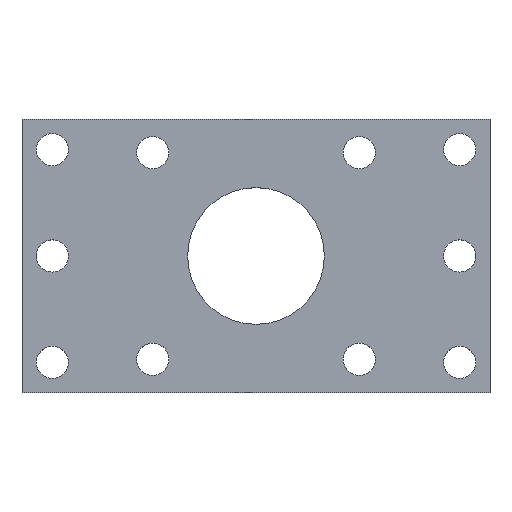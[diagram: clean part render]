
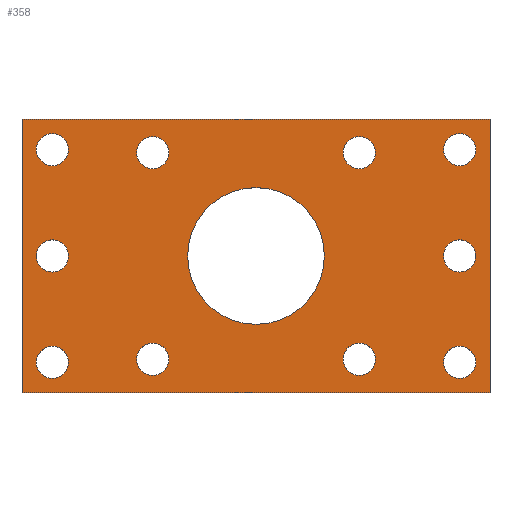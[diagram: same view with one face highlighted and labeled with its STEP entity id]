
A CAD part, top view. The second image highlights one B-rep face of the part: STEP entity #358.
In plain terms, the highlighted planar face has unit normal (0, 0, 1).
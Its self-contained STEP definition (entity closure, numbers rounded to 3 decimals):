
#15=FACE_BOUND('',#76,.T.);
#16=FACE_BOUND('',#77,.T.);
#17=FACE_BOUND('',#78,.T.);
#18=FACE_BOUND('',#79,.T.);
#19=FACE_BOUND('',#80,.T.);
#20=FACE_BOUND('',#81,.T.);
#21=FACE_BOUND('',#82,.T.);
#22=FACE_BOUND('',#83,.T.);
#23=FACE_BOUND('',#84,.T.);
#24=FACE_BOUND('',#85,.T.);
#25=FACE_BOUND('',#86,.T.);
#41=PLANE('',#399);
#58=FACE_OUTER_BOUND('',#75,.T.);
#75=EDGE_LOOP('',(#302,#303,#304,#305));
#76=EDGE_LOOP('',(#306));
#77=EDGE_LOOP('',(#307));
#78=EDGE_LOOP('',(#308));
#79=EDGE_LOOP('',(#309));
#80=EDGE_LOOP('',(#310));
#81=EDGE_LOOP('',(#311));
#82=EDGE_LOOP('',(#312));
#83=EDGE_LOOP('',(#313));
#84=EDGE_LOOP('',(#314));
#85=EDGE_LOOP('',(#315));
#86=EDGE_LOOP('',(#316));
#112=LINE('',#578,#135);
#115=LINE('',#584,#138);
#118=LINE('',#590,#141);
#121=LINE('',#594,#144);
#135=VECTOR('',#484,10.);
#138=VECTOR('',#489,10.);
#141=VECTOR('',#494,10.);
#144=VECTOR('',#499,10.);
#145=CIRCLE('',#363,11.25);
#147=CIRCLE('',#366,2.65);
#149=CIRCLE('',#369,2.65);
#151=CIRCLE('',#372,2.65);
#153=CIRCLE('',#375,2.65);
#155=CIRCLE('',#378,2.65);
#157=CIRCLE('',#381,2.65);
#159=CIRCLE('',#384,2.65);
#161=CIRCLE('',#387,2.65);
#163=CIRCLE('',#390,2.65);
#165=CIRCLE('',#393,2.65);
#167=VERTEX_POINT('',#506);
#169=VERTEX_POINT('',#512);
#171=VERTEX_POINT('',#518);
#173=VERTEX_POINT('',#524);
#175=VERTEX_POINT('',#530);
#177=VERTEX_POINT('',#536);
#179=VERTEX_POINT('',#542);
#181=VERTEX_POINT('',#548);
#183=VERTEX_POINT('',#554);
#185=VERTEX_POINT('',#560);
#187=VERTEX_POINT('',#566);
#191=VERTEX_POINT('',#575);
#192=VERTEX_POINT('',#577);
#194=VERTEX_POINT('',#583);
#196=VERTEX_POINT('',#589);
#197=EDGE_CURVE('',#167,#167,#145,.T.);
#200=EDGE_CURVE('',#169,#169,#147,.T.);
#203=EDGE_CURVE('',#171,#171,#149,.T.);
#206=EDGE_CURVE('',#173,#173,#151,.T.);
#209=EDGE_CURVE('',#175,#175,#153,.T.);
#212=EDGE_CURVE('',#177,#177,#155,.T.);
#215=EDGE_CURVE('',#179,#179,#157,.T.);
#218=EDGE_CURVE('',#181,#181,#159,.T.);
#221=EDGE_CURVE('',#183,#183,#161,.T.);
#224=EDGE_CURVE('',#185,#185,#163,.T.);
#227=EDGE_CURVE('',#187,#187,#165,.T.);
#232=EDGE_CURVE('',#192,#191,#112,.T.);
#235=EDGE_CURVE('',#194,#192,#115,.T.);
#238=EDGE_CURVE('',#196,#194,#118,.T.);
#241=EDGE_CURVE('',#191,#196,#121,.T.);
#302=ORIENTED_EDGE('',*,*,#241,.T.);
#303=ORIENTED_EDGE('',*,*,#238,.T.);
#304=ORIENTED_EDGE('',*,*,#235,.T.);
#305=ORIENTED_EDGE('',*,*,#232,.T.);
#306=ORIENTED_EDGE('',*,*,#197,.T.);
#307=ORIENTED_EDGE('',*,*,#200,.T.);
#308=ORIENTED_EDGE('',*,*,#203,.T.);
#309=ORIENTED_EDGE('',*,*,#206,.T.);
#310=ORIENTED_EDGE('',*,*,#209,.T.);
#311=ORIENTED_EDGE('',*,*,#212,.T.);
#312=ORIENTED_EDGE('',*,*,#215,.T.);
#313=ORIENTED_EDGE('',*,*,#218,.T.);
#314=ORIENTED_EDGE('',*,*,#221,.T.);
#315=ORIENTED_EDGE('',*,*,#224,.T.);
#316=ORIENTED_EDGE('',*,*,#227,.T.);
#358=ADVANCED_FACE('',(#58,#15,#16,#17,#18,#19,#20,#21,#22,#23,#24,#25),
#41,.T.);
#363=AXIS2_PLACEMENT_3D('',#507,#405,#406);
#366=AXIS2_PLACEMENT_3D('',#513,#412,#413);
#369=AXIS2_PLACEMENT_3D('',#519,#419,#420);
#372=AXIS2_PLACEMENT_3D('',#525,#426,#427);
#375=AXIS2_PLACEMENT_3D('',#531,#433,#434);
#378=AXIS2_PLACEMENT_3D('',#537,#440,#441);
#381=AXIS2_PLACEMENT_3D('',#543,#447,#448);
#384=AXIS2_PLACEMENT_3D('',#549,#454,#455);
#387=AXIS2_PLACEMENT_3D('',#555,#461,#462);
#390=AXIS2_PLACEMENT_3D('',#561,#468,#469);
#393=AXIS2_PLACEMENT_3D('',#567,#475,#476);
#399=AXIS2_PLACEMENT_3D('',#595,#500,#501);
#405=DIRECTION('center_axis',(0.,0.,-1.));
#406=DIRECTION('ref_axis',(-1.,0.,0.));
#412=DIRECTION('center_axis',(0.,0.,-1.));
#413=DIRECTION('ref_axis',(-1.,0.,0.));
#419=DIRECTION('center_axis',(0.,0.,-1.));
#420=DIRECTION('ref_axis',(-1.,0.,0.));
#426=DIRECTION('center_axis',(0.,0.,-1.));
#427=DIRECTION('ref_axis',(-1.,0.,0.));
#433=DIRECTION('center_axis',(0.,0.,-1.));
#434=DIRECTION('ref_axis',(-1.,0.,0.));
#440=DIRECTION('center_axis',(0.,0.,-1.));
#441=DIRECTION('ref_axis',(-1.,0.,0.));
#447=DIRECTION('center_axis',(0.,0.,-1.));
#448=DIRECTION('ref_axis',(-1.,0.,0.));
#454=DIRECTION('center_axis',(0.,0.,-1.));
#455=DIRECTION('ref_axis',(-1.,0.,0.));
#461=DIRECTION('center_axis',(0.,0.,-1.));
#462=DIRECTION('ref_axis',(-1.,0.,0.));
#468=DIRECTION('center_axis',(0.,0.,-1.));
#469=DIRECTION('ref_axis',(-1.,0.,0.));
#475=DIRECTION('center_axis',(0.,0.,-1.));
#476=DIRECTION('ref_axis',(-1.,0.,0.));
#484=DIRECTION('',(1.,0.,0.));
#489=DIRECTION('',(0.,-1.,0.));
#494=DIRECTION('',(-1.,0.,0.));
#499=DIRECTION('',(0.,1.,0.));
#500=DIRECTION('center_axis',(0.,0.,1.));
#501=DIRECTION('ref_axis',(1.,0.,0.));
#506=CARTESIAN_POINT('',(11.25,0.,5.));
#507=CARTESIAN_POINT('Origin',(0.,0.,5.));
#512=CARTESIAN_POINT('',(-30.85,0.,5.));
#513=CARTESIAN_POINT('Origin',(-33.5,0.,5.));
#518=CARTESIAN_POINT('',(36.15,17.5,5.));
#519=CARTESIAN_POINT('Origin',(33.5,17.5,5.));
#524=CARTESIAN_POINT('',(-30.85,17.5,5.));
#525=CARTESIAN_POINT('Origin',(-33.5,17.5,5.));
#530=CARTESIAN_POINT('',(36.15,-17.5,5.));
#531=CARTESIAN_POINT('Origin',(33.5,-17.5,5.));
#536=CARTESIAN_POINT('',(36.15,0.,5.));
#537=CARTESIAN_POINT('Origin',(33.5,0.,5.));
#542=CARTESIAN_POINT('',(-30.85,-17.5,5.));
#543=CARTESIAN_POINT('Origin',(-33.5,-17.5,5.));
#548=CARTESIAN_POINT('',(19.65,17.,5.));
#549=CARTESIAN_POINT('Origin',(17.,17.,5.));
#554=CARTESIAN_POINT('',(19.65,-17.,5.));
#555=CARTESIAN_POINT('Origin',(17.,-17.,5.));
#560=CARTESIAN_POINT('',(-14.35,17.,5.));
#561=CARTESIAN_POINT('Origin',(-17.,17.,5.));
#566=CARTESIAN_POINT('',(-14.35,-17.,5.));
#567=CARTESIAN_POINT('Origin',(-17.,-17.,5.));
#575=CARTESIAN_POINT('',(38.5,-22.5,5.));
#577=CARTESIAN_POINT('',(-38.5,-22.5,5.));
#578=CARTESIAN_POINT('',(-38.5,-22.5,5.));
#583=CARTESIAN_POINT('',(-38.5,22.5,5.));
#584=CARTESIAN_POINT('',(-38.5,22.5,5.));
#589=CARTESIAN_POINT('',(38.5,22.5,5.));
#590=CARTESIAN_POINT('',(38.5,22.5,5.));
#594=CARTESIAN_POINT('',(38.5,-22.5,5.));
#595=CARTESIAN_POINT('Origin',(0.,0.,5.));
